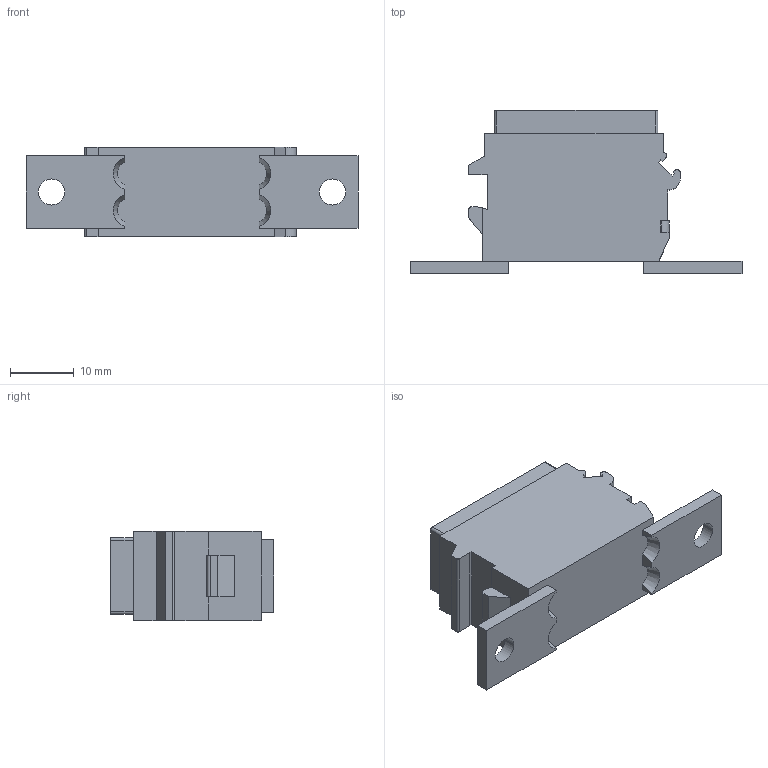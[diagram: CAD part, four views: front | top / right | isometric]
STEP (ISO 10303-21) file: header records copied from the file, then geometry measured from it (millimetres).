
FILE_DESCRIPTION((''),'2;1');
FILE_NAME('00175840102','2020-08-06T',('presta_be4'),(''),'CREO PARAMETRIC BY PTC INC, 2018360','CREO PARAMETRIC BY PTC INC, 2018360','');
FILE_SCHEMA(('CONFIG_CONTROL_DESIGN'));
Products named in the file (1): 00175840102
Bounding box: 52 x 25.66 x 14 mm (x, y, z)
Volume: 7165.2 mm3; surface area: 12440.2 mm2
Topology: 1 solids, 1 shells, 1614 faces, 4328 edges, 2737 vertices
Faces by surface type: plane 784, cylinder 302, torus 256, cone 192, bspline 80
Entity records: 60065 total; most frequent: CARTESIAN_POINT 19983, ORIENTED_EDGE 8624, DIRECTION 8315, EDGE_CURVE 4312, AXIS2_PLACEMENT_3D 3181, VERTEX_POINT 2737, VECTOR 1953, LINE 1953
